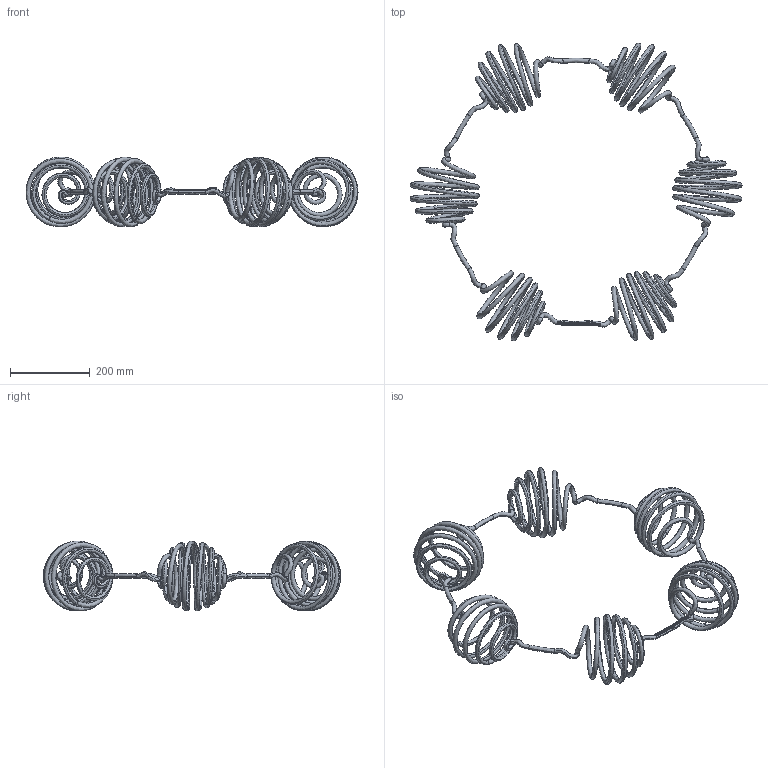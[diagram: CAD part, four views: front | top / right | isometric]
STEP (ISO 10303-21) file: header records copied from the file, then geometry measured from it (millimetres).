
FILE_DESCRIPTION(('FreeCAD Model'),'2;1');
FILE_NAME('Open CASCADE Shape Model','2025-05-04T03:30:37',('FreeCAD'),( 'FreeCAD'),'Open CASCADE STEP processor 7.6','FreeCAD','Unknown');
FILE_SCHEMA(('AUTOMOTIVE_DESIGN { 1 0 10303 214 1 1 1 1 }'));
Products named in the file (1): Open CASCADE STEP translator 7.6 1
Bounding box: 834.95 x 749.02 x 175.62 mm (x, y, z)
Volume: 1559031.3 mm3; surface area: 562260.7 mm2
Topology: 1 solids, 1 shells, 325 faces, 860 edges, 559 vertices
Faces by surface type: bspline 325
Entity records: 72409 total; most frequent: CARTESIAN_POINT 67124, ORIENTED_EDGE 1720, EDGE_CURVE 860, B_SPLINE_CURVE_WITH_KNOTS 811, VERTEX_POINT 559, FACE_BOUND 349, EDGE_LOOP 349, ADVANCED_FACE 325
